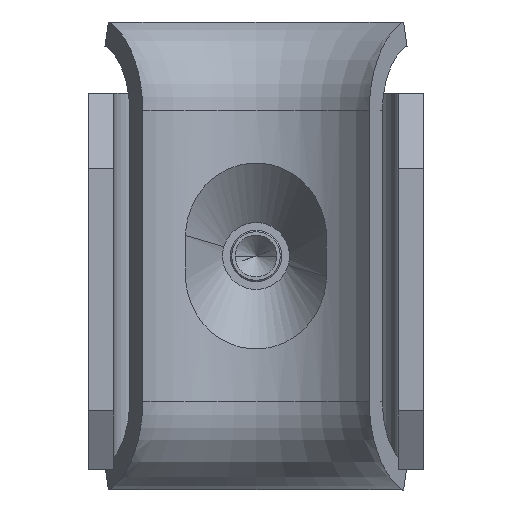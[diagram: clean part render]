
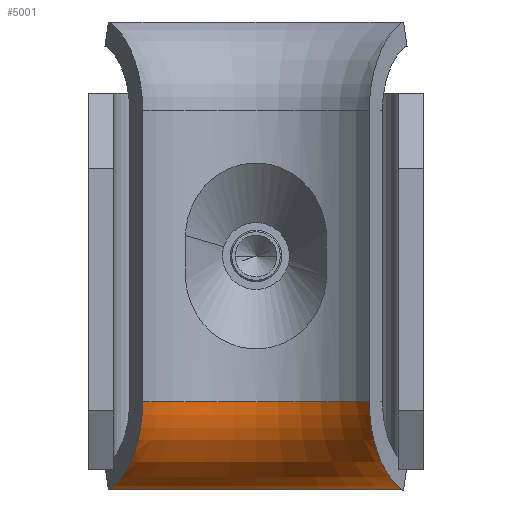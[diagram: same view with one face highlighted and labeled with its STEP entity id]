
A CAD part, front view. The second image highlights one B-rep face of the part: STEP entity #5001.
In plain terms, the highlighted toroidal (fillet/blend) face has major radius 13.5 mm and minor radius 5.5 mm.
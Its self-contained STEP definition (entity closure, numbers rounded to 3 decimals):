
#691 = DIRECTION ( 'NONE',  ( 1., 0., 0. ) ) ;
#787 = CARTESIAN_POINT ( 'NONE',  ( -7.296, 0.028, -11.843 ) ) ;
#823 = CARTESIAN_POINT ( 'NONE',  ( -6.78, -0.942, -8.712 ) ) ;
#915 = CIRCLE ( 'NONE', #1936, 8. ) ;
#1184 = B_SPLINE_CURVE_WITH_KNOTS ( 'NONE', 3,
 ( #9715, #8732, #8533, #2687, #7487, #4682, #12702, #10491, #787, #3782, #8671, #4550, #3524, #11466, #7751, #1759 ),
 .UNSPECIFIED., .F., .F.,
 ( 4, 2, 2, 2, 2, 2, 2, 4 ),
 ( 0.034, 0.035, 0.035, 0.036, 0.037, 0.039, 0.04, 0.041 ),
 .UNSPECIFIED. ) ;
#1187 = DIRECTION ( 'NONE',  ( 0., 0., 1. ) ) ;
#1282 = AXIS2_PLACEMENT_3D ( 'NONE', #2805, #7795, #1804 ) ;
#1428 = VERTEX_POINT ( 'NONE', #12487 ) ;
#1451 = CARTESIAN_POINT ( 'NONE',  ( 8.166, 1.665, -13.431 ) ) ;
#1516 = CARTESIAN_POINT ( 'NONE',  ( 8.693, 2.657, -13.92 ) ) ;
#1641 = VERTEX_POINT ( 'NONE', #823 ) ;
#1759 = CARTESIAN_POINT ( 'NONE',  ( -8.832, 2.918, -14. ) ) ;
#1804 = DIRECTION ( 'NONE',  ( 1., 0., 0. ) ) ;
#1936 = AXIS2_PLACEMENT_3D ( 'NONE', #11166, #1187, #2239 ) ;
#2239 = DIRECTION ( 'NONE',  ( 1., 0., 0. ) ) ;
#2241 = CARTESIAN_POINT ( 'NONE',  ( 8.295, 1.907, -13.575 ) ) ;
#2339 = CIRCLE ( 'NONE', #4202, 11.989 ) ;
#2687 = CARTESIAN_POINT ( 'NONE',  ( -6.848, -0.814, -9.924 ) ) ;
#2805 = CARTESIAN_POINT ( 'NONE',  ( 0., -5.189, -8.712 ) ) ;
#3291 = CARTESIAN_POINT ( 'NONE',  ( 6.848, -0.814, -9.924 ) ) ;
#3346 = CARTESIAN_POINT ( 'NONE',  ( 8.832, 2.918, -14. ) ) ;
#3524 = CARTESIAN_POINT ( 'NONE',  ( -8.295, 1.907, -13.575 ) ) ;
#3782 = CARTESIAN_POINT ( 'NONE',  ( -7.579, 0.562, -12.546 ) ) ;
#4202 = AXIS2_PLACEMENT_3D ( 'NONE', #11320, #11446, #691 ) ;
#4506 = CARTESIAN_POINT ( 'NONE',  ( 6.889, -0.736, -10.223 ) ) ;
#4550 = CARTESIAN_POINT ( 'NONE',  ( -8.166, 1.665, -13.431 ) ) ;
#4682 = CARTESIAN_POINT ( 'NONE',  ( -6.995, -0.537, -10.795 ) ) ;
#4902 = EDGE_CURVE ( 'NONE', #9182, #6029, #2339, .T. ) ;
#5001 = ADVANCED_FACE ( 'NONE', ( #12744 ), #10865, .T. ) ;
#5620 = EDGE_CURVE ( 'NONE', #1641, #6029, #1184, .T. ) ;
#5949 = ORIENTED_EDGE ( 'NONE', *, *, #12259, .F. ) ;
#5962 = CARTESIAN_POINT ( 'NONE',  ( 8.832, 2.918, -14. ) ) ;
#6029 = VERTEX_POINT ( 'NONE', #6083 ) ;
#6083 = CARTESIAN_POINT ( 'NONE',  ( -8.832, 2.918, -14. ) ) ;
#6301 = ORIENTED_EDGE ( 'NONE', *, *, #5620, .T. ) ;
#7244 = EDGE_CURVE ( 'NONE', #1428, #1641, #915, .T. ) ;
#7250 = CARTESIAN_POINT ( 'NONE',  ( 7.296, 0.028, -11.843 ) ) ;
#7381 = CARTESIAN_POINT ( 'NONE',  ( 6.995, -0.537, -10.795 ) ) ;
#7487 = CARTESIAN_POINT ( 'NONE',  ( -6.889, -0.736, -10.223 ) ) ;
#7751 = CARTESIAN_POINT ( 'NONE',  ( -8.693, 2.657, -13.92 ) ) ;
#7795 = DIRECTION ( 'NONE',  ( 0., 0., 1. ) ) ;
#8288 = CARTESIAN_POINT ( 'NONE',  ( 7.798, 0.973, -12.941 ) ) ;
#8480 = ORIENTED_EDGE ( 'NONE', *, *, #7244, .T. ) ;
#8533 = CARTESIAN_POINT ( 'NONE',  ( -6.793, -0.916, -9.324 ) ) ;
#8671 = CARTESIAN_POINT ( 'NONE',  ( -7.798, 0.973, -12.941 ) ) ;
#8732 = CARTESIAN_POINT ( 'NONE',  ( -6.78, -0.942, -9.02 ) ) ;
#9129 = B_SPLINE_CURVE_WITH_KNOTS ( 'NONE', 3,
 ( #11169, #9404, #12205, #3291, #4506, #7381, #11363, #9340, #7250, #12328, #8288, #1451, #2241, #11289, #1516, #3346 ),
 .UNSPECIFIED., .F., .F.,
 ( 4, 2, 2, 2, 2, 2, 2, 4 ),
 ( 0.034, 0.035, 0.035, 0.036, 0.037, 0.039, 0.04, 0.041 ),
 .UNSPECIFIED. ) ;
#9182 = VERTEX_POINT ( 'NONE', #5962 ) ;
#9340 = CARTESIAN_POINT ( 'NONE',  ( 7.209, -0.134, -11.592 ) ) ;
#9404 = CARTESIAN_POINT ( 'NONE',  ( 6.78, -0.942, -9.02 ) ) ;
#9715 = CARTESIAN_POINT ( 'NONE',  ( -6.78, -0.942, -8.712 ) ) ;
#10491 = CARTESIAN_POINT ( 'NONE',  ( -7.209, -0.134, -11.592 ) ) ;
#10865 = TOROIDAL_SURFACE ( 'NONE', #1282, 13.5, 5.5 ) ;
#11166 = CARTESIAN_POINT ( 'NONE',  ( 0., -5.189, -8.712 ) ) ;
#11169 = CARTESIAN_POINT ( 'NONE',  ( 6.78, -0.942, -8.712 ) ) ;
#11289 = CARTESIAN_POINT ( 'NONE',  ( 8.558, 2.402, -13.819 ) ) ;
#11320 = CARTESIAN_POINT ( 'NONE',  ( 0., -5.189, -14. ) ) ;
#11363 = CARTESIAN_POINT ( 'NONE',  ( 7.06, -0.416, -11.069 ) ) ;
#11446 = DIRECTION ( 'NONE',  ( 0., 0., 1. ) ) ;
#11466 = CARTESIAN_POINT ( 'NONE',  ( -8.558, 2.402, -13.819 ) ) ;
#12062 = ORIENTED_EDGE ( 'NONE', *, *, #4902, .F. ) ;
#12205 = CARTESIAN_POINT ( 'NONE',  ( 6.793, -0.916, -9.324 ) ) ;
#12259 = EDGE_CURVE ( 'NONE', #1428, #9182, #9129, .T. ) ;
#12328 = CARTESIAN_POINT ( 'NONE',  ( 7.579, 0.562, -12.546 ) ) ;
#12487 = CARTESIAN_POINT ( 'NONE',  ( 6.78, -0.942, -8.712 ) ) ;
#12506 = EDGE_LOOP ( 'NONE', ( #12062, #5949, #8480, #6301 ) ) ;
#12702 = CARTESIAN_POINT ( 'NONE',  ( -7.06, -0.416, -11.069 ) ) ;
#12744 = FACE_OUTER_BOUND ( 'NONE', #12506, .T. ) ;
